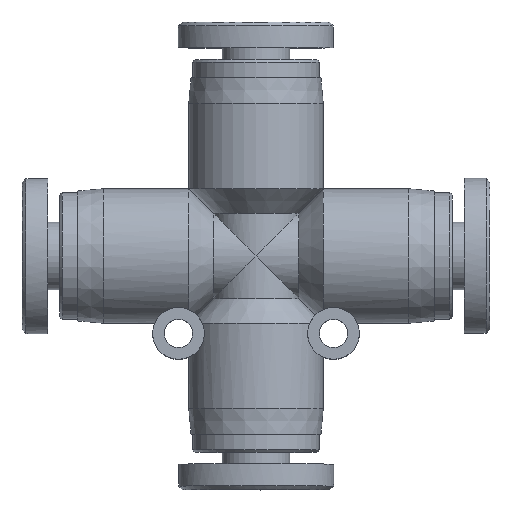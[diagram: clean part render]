
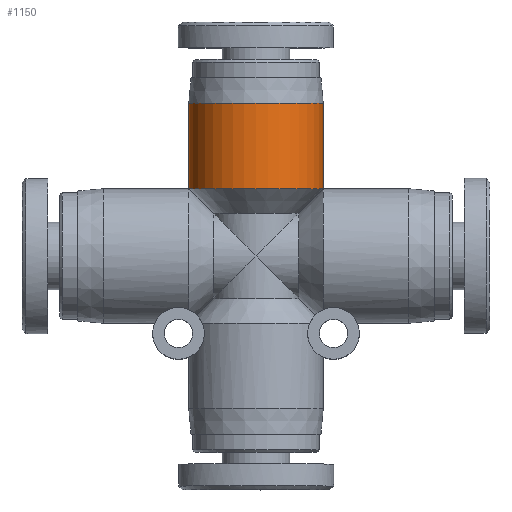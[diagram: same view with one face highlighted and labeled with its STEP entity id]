
A CAD part, top view. The second image highlights one B-rep face of the part: STEP entity #1150.
In plain terms, the highlighted cylindrical face has radius 5.2 mm (diameter 10.4 mm), a full revolution.
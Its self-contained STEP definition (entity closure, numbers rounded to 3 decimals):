
#325=CARTESIAN_POINT('',(-5.2,5.2,0.0));
#326=VERTEX_POINT('',#325);
#592=CARTESIAN_POINT('',(5.2,5.2,0.0));
#593=VERTEX_POINT('',#592);
#1071=CARTESIAN_POINT('',(0.,5.2,0.0));
#1072=DIRECTION('',(0.0,-1.0,0.0));
#1073=DIRECTION('',(1.0,0.0,0.0));
#1074=AXIS2_PLACEMENT_3D('',#1071,#1072,#1073);
#1075=CIRCLE('',#1074,5.2);
#1076=EDGE_CURVE('',#593,#326,#1075,.T.);
#1117=CARTESIAN_POINT('',(5.2,11.8,0.0));
#1118=VERTEX_POINT('',#1117);
#1119=CARTESIAN_POINT('',(0.,11.8,0.0));
#1120=DIRECTION('',(0.0,-1.0,0.0));
#1121=DIRECTION('',(1.0,0.0,0.0));
#1122=AXIS2_PLACEMENT_3D('',#1119,#1120,#1121);
#1123=CIRCLE('',#1122,5.2);
#1124=EDGE_CURVE('',#1118,#1118,#1123,.T.);
#1132=CARTESIAN_POINT('',(0.,8.5,0.0));
#1133=DIRECTION('',(0.,-1.0,0.0));
#1134=DIRECTION('',(1.0,0.0,0.0));
#1135=AXIS2_PLACEMENT_3D('',#1132,#1133,#1134);
#1136=CYLINDRICAL_SURFACE('',#1135,5.2);
#1137=ORIENTED_EDGE('',*,*,#1076,.F.);
#1138=CARTESIAN_POINT('',(0.,5.2,0.0));
#1139=DIRECTION('',(0.0,-1.0,0.0));
#1140=DIRECTION('',(1.0,0.0,0.0));
#1141=AXIS2_PLACEMENT_3D('',#1138,#1139,#1140);
#1142=CIRCLE('',#1141,5.2);
#1143=EDGE_CURVE('',#326,#593,#1142,.T.);
#1144=ORIENTED_EDGE('',*,*,#1143,.F.);
#1145=EDGE_LOOP('',(#1137,#1144));
#1146=FACE_OUTER_BOUND('',#1145,.T.);
#1147=ORIENTED_EDGE('',*,*,#1124,.T.);
#1148=EDGE_LOOP('',(#1147));
#1149=FACE_BOUND('',#1148,.T.);
#1150=ADVANCED_FACE('',(#1146,#1149),#1136,.T.);
